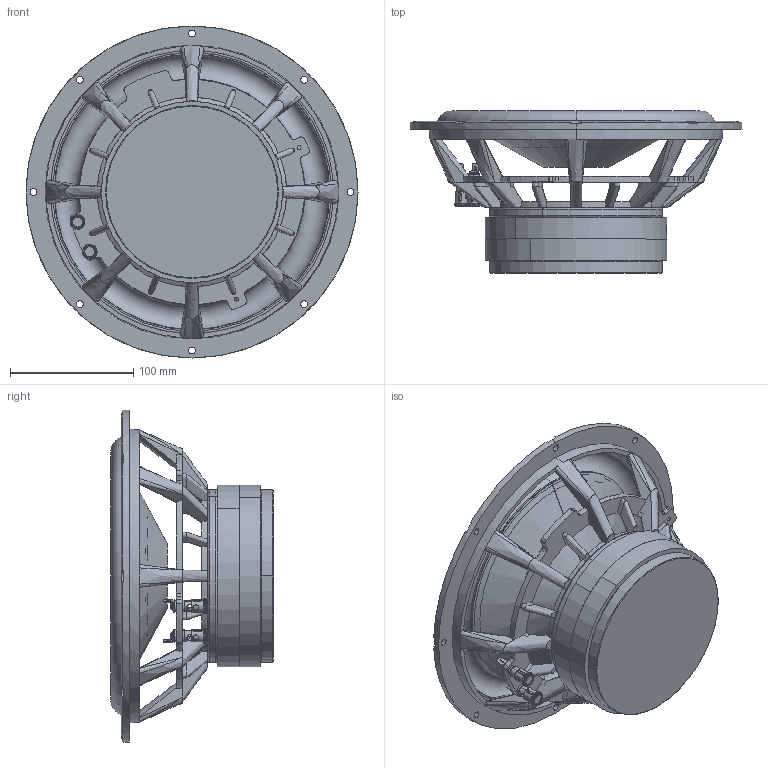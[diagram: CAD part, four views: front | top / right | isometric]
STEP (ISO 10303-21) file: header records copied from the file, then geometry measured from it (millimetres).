
FILE_DESCRIPTION (( 'STEP AP214' ), '1' );
FILE_NAME ('117 3D.STEP', '2023-04-20T09:58:28', ( '' ), ( '' ), 'SwSTEP 2.0', 'SolidWorks 2020', '' );
FILE_SCHEMA (( 'AUTOMOTIVE_DESIGN' ));
Length unit declared in the file: millimetre
Products named in the file (1): 117 3D
Bounding box: 269 x 131.27 x 269 mm (x, y, z)
Surface area: 340233.3 mm2 (no closed solid volume)
Topology: 0 solids, 28 shells, 473 faces, 1717 edges, 1201 vertices
Faces by surface type: cylinder 170, plane 153, bspline 88, cone 28, torus 28, sphere 6
Entity records: 31282 total; most frequent: CARTESIAN_POINT 12752, ORIENTED_EDGE 2804, DIRECTION 2412, EDGE_CURVE 1701, VERTEX_POINT 1201, AXIS2_PLACEMENT_3D 942, B_SPLINE_CURVE_WITH_KNOTS 585, EDGE_LOOP 557
